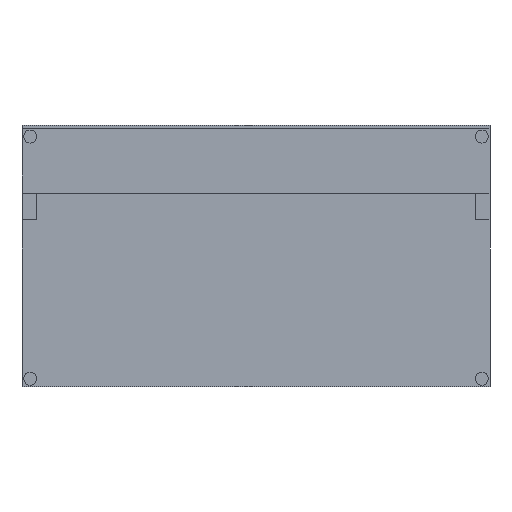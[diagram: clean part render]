
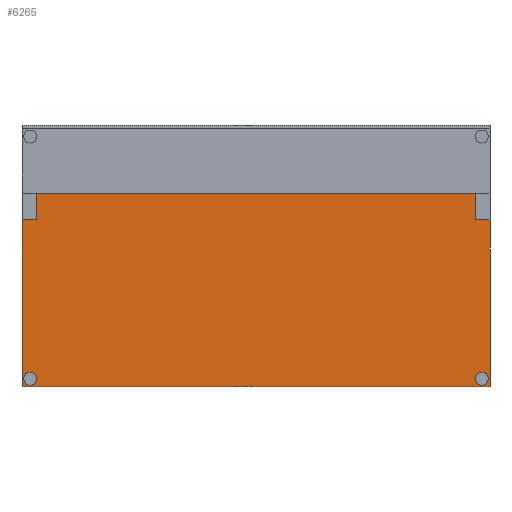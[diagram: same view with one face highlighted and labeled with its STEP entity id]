
A CAD part, front view. The second image highlights one B-rep face of the part: STEP entity #6265.
In plain terms, the highlighted planar face has unit normal (0, -1, 0).
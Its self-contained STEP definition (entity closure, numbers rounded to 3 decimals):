
#391=FACE_OUTER_BOUND('',#769,.T.);
#769=EDGE_LOOP('',(#4192,#4193,#4194,#4195,#4196,#4197,#4198,#4199));
#1165=LINE('',#9183,#1886);
#1168=LINE('',#9188,#1889);
#1171=LINE('',#9193,#1892);
#1172=LINE('',#9196,#1893);
#1175=LINE('',#9201,#1896);
#1176=LINE('',#9204,#1897);
#1178=LINE('',#9208,#1899);
#1180=LINE('',#9211,#1901);
#1886=VECTOR('',#7301,10.);
#1889=VECTOR('',#7306,10.);
#1892=VECTOR('',#7311,10.);
#1893=VECTOR('',#7314,10.);
#1896=VECTOR('',#7319,10.);
#1897=VECTOR('',#7322,10.);
#1899=VECTOR('',#7326,10.);
#1901=VECTOR('',#7330,10.);
#2601=VERTEX_POINT('',#9181);
#2602=VERTEX_POINT('',#9182);
#2603=VERTEX_POINT('',#9187);
#2604=VERTEX_POINT('',#9191);
#2605=VERTEX_POINT('',#9195);
#2606=VERTEX_POINT('',#9199);
#2607=VERTEX_POINT('',#9203);
#2608=VERTEX_POINT('',#9207);
#3227=EDGE_CURVE('',#2601,#2602,#1165,.T.);
#3230=EDGE_CURVE('',#2603,#2601,#1168,.T.);
#3233=EDGE_CURVE('',#2604,#2602,#1171,.T.);
#3234=EDGE_CURVE('',#2603,#2605,#1172,.T.);
#3237=EDGE_CURVE('',#2606,#2604,#1175,.T.);
#3238=EDGE_CURVE('',#2607,#2606,#1176,.T.);
#3240=EDGE_CURVE('',#2608,#2607,#1178,.T.);
#3242=EDGE_CURVE('',#2605,#2608,#1180,.T.);
#4192=ORIENTED_EDGE('',*,*,#3242,.F.);
#4193=ORIENTED_EDGE('',*,*,#3234,.F.);
#4194=ORIENTED_EDGE('',*,*,#3230,.T.);
#4195=ORIENTED_EDGE('',*,*,#3227,.T.);
#4196=ORIENTED_EDGE('',*,*,#3233,.F.);
#4197=ORIENTED_EDGE('',*,*,#3237,.F.);
#4198=ORIENTED_EDGE('',*,*,#3238,.F.);
#4199=ORIENTED_EDGE('',*,*,#3240,.F.);
#5969=PLANE('',#6700);
#6265=ADVANCED_FACE('',(#391),#5969,.F.);
#6700=AXIS2_PLACEMENT_3D('',#9212,#7331,#7332);
#7301=DIRECTION('',(-1.,0.,0.));
#7306=DIRECTION('',(0.,0.,1.));
#7311=DIRECTION('',(0.,0.,1.));
#7314=DIRECTION('',(1.,0.,0.));
#7319=DIRECTION('',(1.,0.,0.));
#7322=DIRECTION('',(0.,0.,1.));
#7326=DIRECTION('',(-1.,0.,0.));
#7330=DIRECTION('',(0.,0.,-1.));
#7331=DIRECTION('center_axis',(0.,1.,0.));
#7332=DIRECTION('ref_axis',(0.,0.,1.));
#9181=CARTESIAN_POINT('',(681.,0.,341.5));
#9182=CARTESIAN_POINT('',(-681.,0.,341.5));
#9183=CARTESIAN_POINT('',(-340.5,0.,341.5));
#9187=CARTESIAN_POINT('',(681.,0.,258.5));
#9188=CARTESIAN_POINT('',(681.,0.,258.5));
#9191=CARTESIAN_POINT('',(-681.,0.,258.5));
#9193=CARTESIAN_POINT('',(-681.,0.,258.5));
#9195=CARTESIAN_POINT('',(725.,0.,258.5));
#9196=CARTESIAN_POINT('',(-725.,0.,258.5));
#9199=CARTESIAN_POINT('',(-725.,0.,258.5));
#9201=CARTESIAN_POINT('',(-725.,0.,258.5));
#9203=CARTESIAN_POINT('',(-725.,0.,-258.5));
#9204=CARTESIAN_POINT('',(-725.,0.,-258.5));
#9207=CARTESIAN_POINT('',(725.,0.,-258.5));
#9208=CARTESIAN_POINT('',(725.,0.,-258.5));
#9211=CARTESIAN_POINT('',(725.,0.,258.5));
#9212=CARTESIAN_POINT('Origin',(0.,0.,0.));
